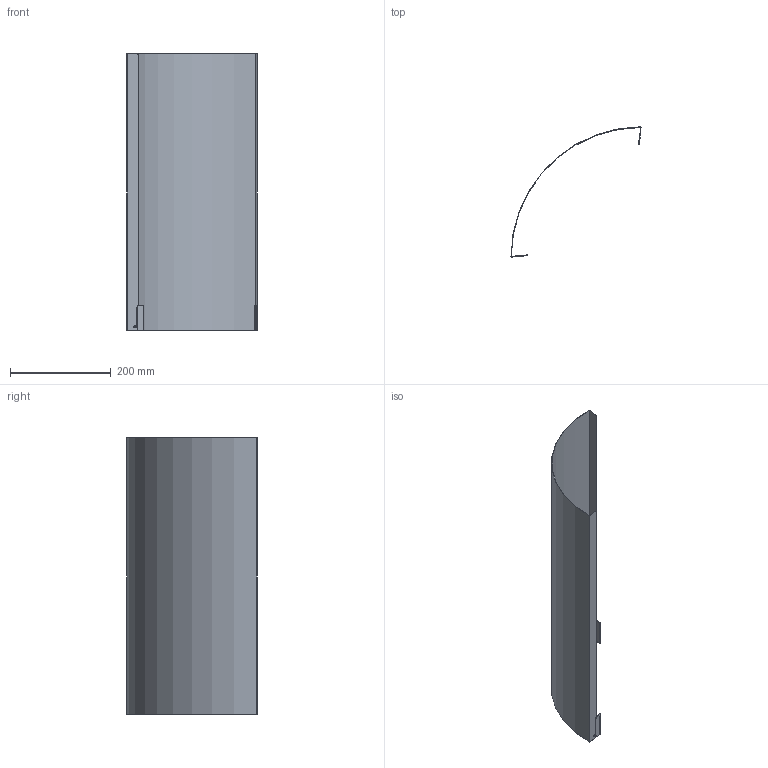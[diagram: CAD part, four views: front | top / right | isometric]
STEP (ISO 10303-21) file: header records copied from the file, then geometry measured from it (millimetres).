
FILE_DESCRIPTION((''),'2;1');
FILE_NAME('HINT-TM-019.stp','2014-03-06T07:55:08',(''),(''),'Autodesk Inventor 2013','Autodesk Inventor 2013','');
FILE_SCHEMA(('AUTOMOTIVE_DESIGN { 1 2 10303 214 0 1 1 1 }'));
Length unit declared in the file: millimetre
Products named in the file (1): HINT-TM-019
Bounding box: 258.34 x 258.34 x 550 mm (x, y, z)
Volume: 124857.7 mm3; surface area: 500486.5 mm2
Topology: 1 solids, 1 shells, 50 faces, 112 edges, 64 vertices
Faces by surface type: plane 32, cylinder 18
Full cylindrical faces by diameter (mm): 4 x2
Entity records: 1380 total; most frequent: DIRECTION 248, CARTESIAN_POINT 225, ORIENTED_EDGE 220, EDGE_CURVE 110, AXIS2_PLACEMENT_3D 87, VECTOR 74, LINE 74, VERTEX_POINT 64
